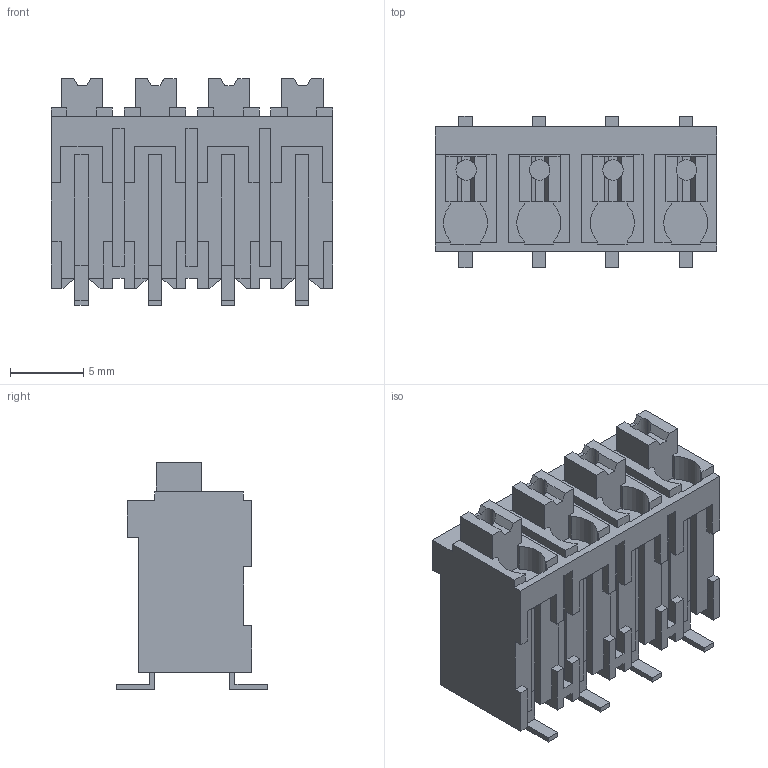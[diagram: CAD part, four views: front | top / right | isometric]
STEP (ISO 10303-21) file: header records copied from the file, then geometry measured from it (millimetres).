
FILE_DESCRIPTION(('CATIA V5 STEP Exchange','CAx-IF Rec.Pracs.--- Model Styling and Organization---1.2---2011-12-15'),'2;1');
FILE_NAME ('D1452221_0_1473610000_1473610000.stp','2018-03-29T12:27:16+00:00',('none'),('Weidmueller'),'CATIA Version 5-6 Release 2014','CATIA V5 STEP AP214','none');
FILE_SCHEMA(('AUTOMOTIVE_DESIGN { 1 0 10303 214 1 1 1 1 }'));
Length unit declared in the file: millimetre
Products named in the file (1): 1473610000
Bounding box: 19.15 x 10.3 x 15.46 mm (x, y, z)
Volume: 1568.8 mm3; surface area: 1739.8 mm2
Topology: 13 solids, 13 shells, 374 faces, 1046 edges, 700 vertices
Faces by surface type: plane 358, cylinder 16
Entity records: 11659 total; most frequent: CARTESIAN_POINT 2136, ORIENTED_EDGE 2092, DIRECTION 1562, EDGE_CURVE 1046, VECTOR 982, LINE 982, VERTEX_POINT 700, EDGE_LOOP 376
